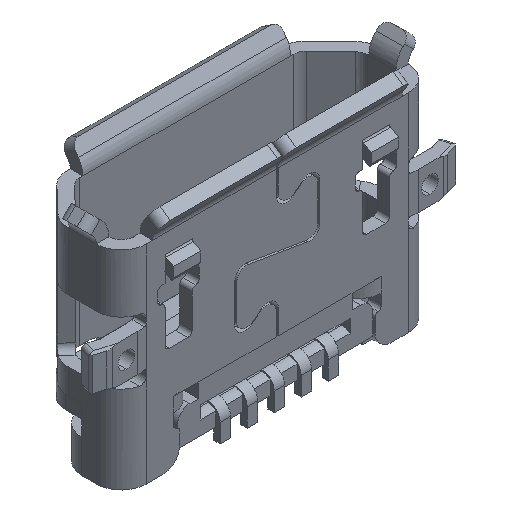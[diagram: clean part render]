
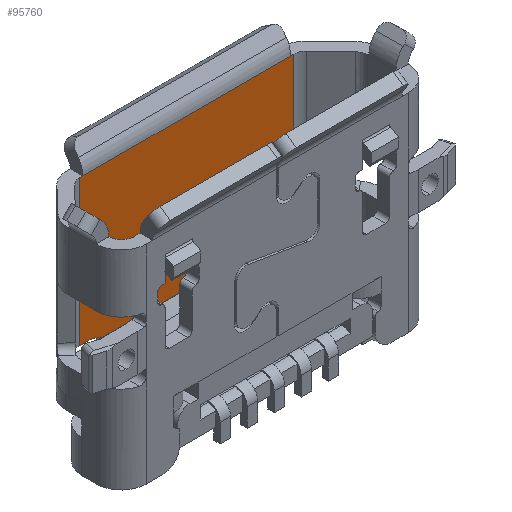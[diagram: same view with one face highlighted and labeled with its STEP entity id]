
A CAD part, isometric view. The second image highlights one B-rep face of the part: STEP entity #95760.
In plain terms, the highlighted free-form (B-spline) face has degree [1, 1] with [2, 2] control points.
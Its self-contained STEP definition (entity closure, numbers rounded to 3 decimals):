
#32590=CARTESIAN_POINT('',(3.35,2.18,1.4));
#32600=VERTEX_POINT('V924',#32590);
#40480=CARTESIAN_POINT('',(3.8,2.18,5.));
#40490=VERTEX_POINT('V638',#40480);
#40520=CARTESIAN_POINT('',(3.8,2.18,5.));
#40530=CARTESIAN_POINT('',(-1.2,2.18,5.));
#40540=B_SPLINE_CURVE_WITH_KNOTS('',1,(#40520,#40530),.UNSPECIFIED.,.F.,
.F.,(2,2),(0.021,1.449),.UNSPECIFIED.);
#40550=CARTESIAN_POINT('',(-1.2,2.18,5.));
#40560=VERTEX_POINT('V637',#40550);
#40570=EDGE_CURVE('E885',#40490,#40560,#40540,.T.);
#40880=CARTESIAN_POINT('',(-1.272,2.18,5.));
#40890=VERTEX_POINT('V695',#40880);
#40920=CARTESIAN_POINT('',(-1.272,2.18,1.5));
#40930=CARTESIAN_POINT('',(-1.272,2.18,5.));
#40940=B_SPLINE_CURVE_WITH_KNOTS('',1,(#40920,#40930),.UNSPECIFIED.,.F.,
.F.,(2,2),(0.,13.701),.UNSPECIFIED.);
#40950=CARTESIAN_POINT('',(-1.272,2.18,1.5));
#40960=VERTEX_POINT('V731',#40950);
#40970=EDGE_CURVE('E1034',#40960,#40890,#40940,.T.);
#84350=CARTESIAN_POINT('',(-1.05,2.18,1.5));
#84360=VERTEX_POINT('V979',#84350);
#84390=CARTESIAN_POINT('',(-1.05,2.18,1.5));
#84400=CARTESIAN_POINT('',(-0.883,2.18,1.5));
#84410=CARTESIAN_POINT('',(-0.75,2.18,1.4));
#84420=(BOUNDED_CURVE() B_SPLINE_CURVE(2,(#84390,#84400,#84410),
.UNSPECIFIED.,.F.,.F.) B_SPLINE_CURVE_WITH_KNOTS((3,3),(0.,
1.084),.UNSPECIFIED.) CURVE() GEOMETRIC_REPRESENTATION_ITEM() 
RATIONAL_B_SPLINE_CURVE((1.,0.879,0.858)) 
REPRESENTATION_ITEM(''));
#84430=CARTESIAN_POINT('',(-0.75,2.18,1.4));
#84440=VERTEX_POINT('V925',#84430);
#84450=EDGE_CURVE('E1528',#84360,#84440,#84420,.T.);
#90340=CARTESIAN_POINT('',(3.35,2.18,1.4));
#90350=CARTESIAN_POINT('',(-0.75,2.18,1.4));
#90360=B_SPLINE_CURVE_WITH_KNOTS('',1,(#90340,#90350),.UNSPECIFIED.,.F.,
.F.,(2,2),(11.723,40.714),.UNSPECIFIED.);
#90370=EDGE_CURVE('E1384',#32600,#84440,#90360,.T.);
#91160=CARTESIAN_POINT('',(3.872,2.18,1.5));
#91170=CARTESIAN_POINT('',(3.872,2.18,5.));
#91180=B_SPLINE_CURVE_WITH_KNOTS('',1,(#91160,#91170),.UNSPECIFIED.,.F.,
.F.,(2,2),(0.,1.),.UNSPECIFIED.);
#91190=CARTESIAN_POINT('',(3.872,2.18,1.5));
#91200=VERTEX_POINT('V728',#91190);
#91210=CARTESIAN_POINT('',(3.872,2.18,5.));
#91220=VERTEX_POINT('V676',#91210);
#91230=EDGE_CURVE('E1032',#91200,#91220,#91180,.T.);
#92040=CARTESIAN_POINT('',(3.65,2.18,1.5));
#92050=VERTEX_POINT('V956',#92040);
#92180=CARTESIAN_POINT('',(3.35,2.18,1.4));
#92190=CARTESIAN_POINT('',(3.483,2.18,1.5));
#92200=CARTESIAN_POINT('',(3.65,2.18,1.5));
#92210=(BOUNDED_CURVE() B_SPLINE_CURVE(2,(#92180,#92190,#92200),
.UNSPECIFIED.,.F.,.F.) B_SPLINE_CURVE_WITH_KNOTS((3,3),(1.534,
2.618),.UNSPECIFIED.) CURVE() GEOMETRIC_REPRESENTATION_ITEM() 
RATIONAL_B_SPLINE_CURVE((0.858,0.879,1.)) 
REPRESENTATION_ITEM(''));
#92220=EDGE_CURVE('E1458',#32600,#92050,#92210,.T.);
#95430=CARTESIAN_POINT('',(-1.472,2.18,-0.275));
#95440=CARTESIAN_POINT('',(4.072,2.18,-0.275));
#95450=CARTESIAN_POINT('',(-1.472,2.18,5.2));
#95460=CARTESIAN_POINT('',(4.072,2.18,5.2));
#95470=B_SPLINE_SURFACE_WITH_KNOTS('',1,1,((#95430,#95450),(#95440,
#95460)),.UNSPECIFIED.,.F.,.F.,.F.,(2,2),(2,2),(0.,1.),(0.,1.),
.UNSPECIFIED.);
#95480=ORIENTED_EDGE('',*,*,#84450,.T.);
#95490=CARTESIAN_POINT('',(-1.272,2.18,1.5));
#95500=CARTESIAN_POINT('',(-1.05,2.18,1.5));
#95510=B_SPLINE_CURVE_WITH_KNOTS('',1,(#95490,#95500),.UNSPECIFIED.,.F.,
.F.,(2,2),(0.,0.064),.UNSPECIFIED.);
#95520=EDGE_CURVE('E1542',#40960,#84360,#95510,.T.);
#95530=ORIENTED_EDGE('',*,*,#95520,.T.);
#95540=ORIENTED_EDGE('',*,*,#40970,.F.);
#95550=CARTESIAN_POINT('',(-1.2,2.18,5.));
#95560=CARTESIAN_POINT('',(-1.272,2.18,5.));
#95570=B_SPLINE_CURVE_WITH_KNOTS('',1,(#95550,#95560),.UNSPECIFIED.,.F.,
.F.,(2,2),(1.449,1.47),.UNSPECIFIED.);
#95580=EDGE_CURVE('E955',#40560,#40890,#95570,.T.);
#95590=ORIENTED_EDGE('',*,*,#95580,.T.);
#95600=ORIENTED_EDGE('',*,*,#40570,.T.);
#95610=CARTESIAN_POINT('',(3.872,2.18,5.));
#95620=CARTESIAN_POINT('',(3.8,2.18,5.));
#95630=B_SPLINE_CURVE_WITH_KNOTS('',1,(#95610,#95620),.UNSPECIFIED.,.F.,
.F.,(2,2),(0.,0.021),.UNSPECIFIED.);
#95640=EDGE_CURVE('E934',#91220,#40490,#95630,.T.);
#95650=ORIENTED_EDGE('',*,*,#95640,.T.);
#95660=ORIENTED_EDGE('',*,*,#91230,.T.);
#95670=CARTESIAN_POINT('',(3.65,2.18,1.5));
#95680=CARTESIAN_POINT('',(3.872,2.18,1.5));
#95690=B_SPLINE_CURVE_WITH_KNOTS('',1,(#95670,#95680),.UNSPECIFIED.,.F.,
.F.,(2,2),(1.406,1.47),.UNSPECIFIED.);
#95700=EDGE_CURVE('E1543',#92050,#91200,#95690,.T.);
#95710=ORIENTED_EDGE('',*,*,#95700,.T.);
#95720=ORIENTED_EDGE('',*,*,#92220,.T.);
#95730=ORIENTED_EDGE('',*,*,#90370,.F.);
#95740=EDGE_LOOP('',(#95730,#95720,#95710,#95660,#95650,#95600,#95590,
#95540,#95530,#95480));
#95750=FACE_OUTER_BOUND('',#95740,.T.);
#95760=ADVANCED_FACE('F520',(#95750),#95470,.T.);
